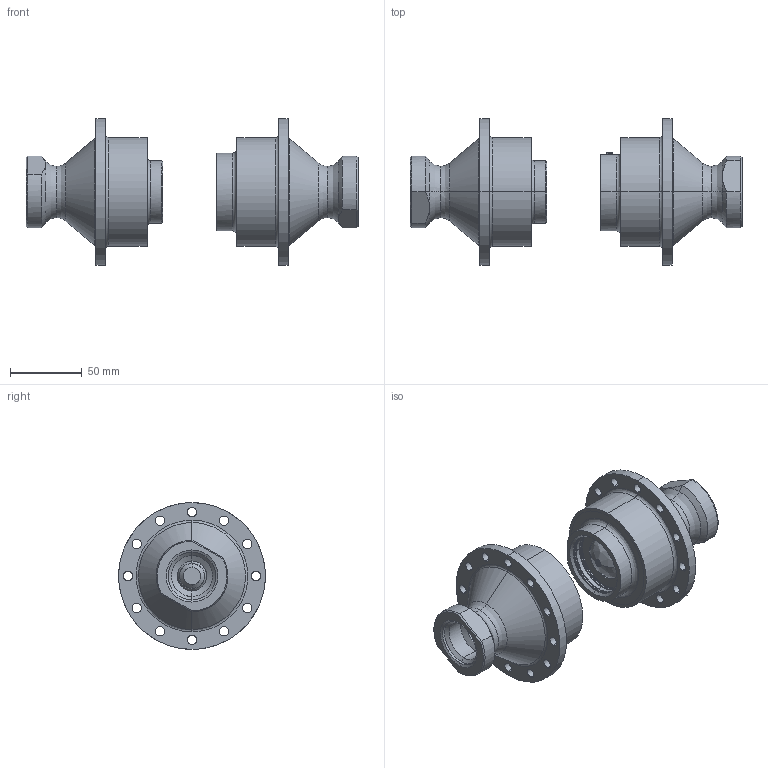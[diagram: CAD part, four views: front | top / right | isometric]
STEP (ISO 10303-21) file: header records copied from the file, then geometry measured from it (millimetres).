
FILE_DESCRIPTION(('FreeCAD Model'),'2;1');
FILE_NAME('Open CASCADE Shape Model','2025-04-27T07:33:54',('FreeCAD'),( 'FreeCAD'),'Open CASCADE STEP processor 7.6','FreeCAD','Unknown');
FILE_SCHEMA(('AUTOMOTIVE_DESIGN { 1 0 10303 214 1 1 1 1 }'));
Products named in the file (1): Open CASCADE STEP translator 7.6 1
Bounding box: 231.38 x 102.15 x 102.27 mm (x, y, z)
Volume: 363046.7 mm3; surface area: 168047.1 mm2
Topology: 24 solids, 24 shells, 900 faces, 1949 edges, 1196 vertices
Faces by surface type: bspline 900
Entity records: 40619 total; most frequent: CARTESIAN_POINT 29591, ORIENTED_EDGE 3898, EDGE_CURVE 1949, VERTEX_POINT 1196, FACE_BOUND 1111, EDGE_LOOP 1111, ADVANCED_FACE 900, B_SPLINE_CURVE_WITH_KNOTS 594
